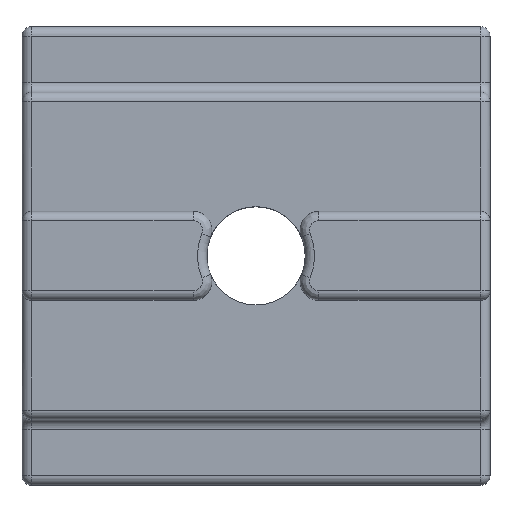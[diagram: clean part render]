
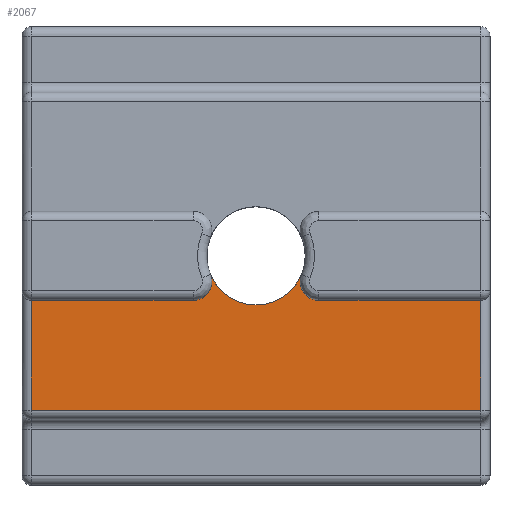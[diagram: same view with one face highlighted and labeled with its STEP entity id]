
A CAD part, top view. The second image highlights one B-rep face of the part: STEP entity #2067.
In plain terms, the highlighted planar face has unit normal (0, 0, 1).
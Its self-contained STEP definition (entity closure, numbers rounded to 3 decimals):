
#180=CIRCLE('',#2327,1.);
#181=CIRCLE('',#2339,1.);
#182=CIRCLE('',#2342,2.625);
#371=FACE_OUTER_BOUND('',#504,.T.);
#504=EDGE_LOOP('',(#1890,#1891,#1892,#1893,#1894,#1895,#1896,#1897));
#595=LINE('',#3347,#759);
#597=LINE('',#3352,#761);
#599=LINE('',#3358,#763);
#660=LINE('',#3676,#824);
#665=LINE('',#3695,#829);
#759=VECTOR('',#2640,10.);
#761=VECTOR('',#2648,10.);
#763=VECTOR('',#2654,10.);
#824=VECTOR('',#2985,10.);
#829=VECTOR('',#3014,10.);
#908=VERTEX_POINT('',#3245);
#926=VERTEX_POINT('',#3317);
#937=VERTEX_POINT('',#3346);
#939=VERTEX_POINT('',#3356);
#1000=VERTEX_POINT('',#3669);
#1001=VERTEX_POINT('',#3671);
#1002=VERTEX_POINT('',#3689);
#1003=VERTEX_POINT('',#3691);
#1154=EDGE_CURVE('',#908,#937,#595,.T.);
#1157=EDGE_CURVE('',#926,#908,#597,.T.);
#1160=EDGE_CURVE('',#939,#926,#599,.T.);
#1287=EDGE_CURVE('',#1000,#1001,#180,.F.);
#1290=EDGE_CURVE('',#1000,#937,#660,.T.);
#1295=EDGE_CURVE('',#1002,#1003,#181,.F.);
#1297=EDGE_CURVE('',#939,#1003,#665,.T.);
#1300=EDGE_CURVE('',#1002,#1001,#182,.T.);
#1890=ORIENTED_EDGE('',*,*,#1160,.F.);
#1891=ORIENTED_EDGE('',*,*,#1297,.T.);
#1892=ORIENTED_EDGE('',*,*,#1295,.F.);
#1893=ORIENTED_EDGE('',*,*,#1300,.T.);
#1894=ORIENTED_EDGE('',*,*,#1287,.F.);
#1895=ORIENTED_EDGE('',*,*,#1290,.T.);
#1896=ORIENTED_EDGE('',*,*,#1154,.F.);
#1897=ORIENTED_EDGE('',*,*,#1157,.F.);
#1937=PLANE('',#2345);
#2067=ADVANCED_FACE('',(#371),#1937,.T.);
#2327=AXIS2_PLACEMENT_3D('',#3672,#2979,#2980);
#2339=AXIS2_PLACEMENT_3D('',#3692,#3009,#3010);
#2342=AXIS2_PLACEMENT_3D('',#3699,#3019,#3020);
#2345=AXIS2_PLACEMENT_3D('',#3703,#3026,#3027);
#2640=DIRECTION('',(0.,1.,0.));
#2648=DIRECTION('',(-1.,0.,0.));
#2654=DIRECTION('',(0.,-1.,0.));
#2979=DIRECTION('center_axis',(0.,0.,-1.));
#2980=DIRECTION('ref_axis',(0.83,-0.557,0.));
#2985=DIRECTION('',(-1.,0.,0.));
#3009=DIRECTION('center_axis',(0.,0.,-1.));
#3010=DIRECTION('ref_axis',(-0.83,-0.557,0.));
#3014=DIRECTION('',(-1.,0.,0.));
#3019=DIRECTION('center_axis',(0.,0.,-1.));
#3020=DIRECTION('ref_axis',(-1.,0.,0.));
#3026=DIRECTION('center_axis',(0.,0.,1.));
#3027=DIRECTION('ref_axis',(1.,0.,0.));
#3245=CARTESIAN_POINT('',(-12.,-8.25,3.5));
#3317=CARTESIAN_POINT('',(12.,-8.25,3.5));
#3346=CARTESIAN_POINT('',(-12.,-2.375,3.5));
#3347=CARTESIAN_POINT('',(-12.,4.375,3.5));
#3352=CARTESIAN_POINT('',(-6.25,-8.25,3.5));
#3356=CARTESIAN_POINT('',(12.,-2.375,3.5));
#3358=CARTESIAN_POINT('',(12.,-4.375,3.5));
#3669=CARTESIAN_POINT('',(-3.354,-2.375,3.5));
#3671=CARTESIAN_POINT('',(-2.429,-0.996,3.5));
#3672=CARTESIAN_POINT('Origin',(-3.354,-1.375,3.5));
#3676=CARTESIAN_POINT('',(-6.25,-2.375,3.5));
#3689=CARTESIAN_POINT('',(2.429,-0.996,3.5));
#3691=CARTESIAN_POINT('',(3.354,-2.375,3.5));
#3692=CARTESIAN_POINT('Origin',(3.354,-1.375,3.5));
#3695=CARTESIAN_POINT('',(0.559,-2.375,3.5));
#3699=CARTESIAN_POINT('Origin',(0.,0.,3.5));
#3703=CARTESIAN_POINT('Origin',(0.,0.,3.5));
